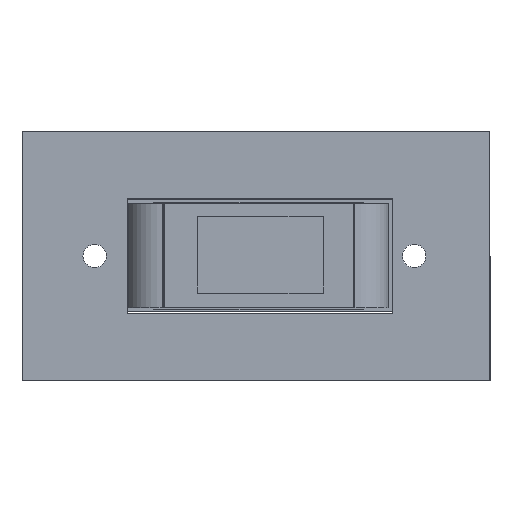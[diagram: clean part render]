
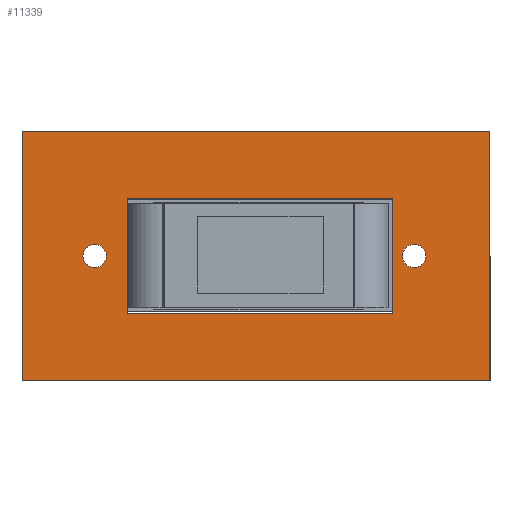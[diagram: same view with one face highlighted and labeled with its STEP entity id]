
A CAD part, front view. The second image highlights one B-rep face of the part: STEP entity #11339.
In plain terms, the highlighted planar face has unit normal (0, -1, 0).
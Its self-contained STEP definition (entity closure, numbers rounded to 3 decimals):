
#651=CIRCLE('',#11992,0.75);
#653=CIRCLE('',#11995,0.75);
#764=FACE_BOUND('',#2051,.T.);
#765=FACE_BOUND('',#2052,.T.);
#766=FACE_BOUND('',#2053,.T.);
#1356=FACE_OUTER_BOUND('',#2050,.T.);
#2050=EDGE_LOOP('',(#10181,#10182,#10183,#10184));
#2051=EDGE_LOOP('',(#10185));
#2052=EDGE_LOOP('',(#10186));
#2053=EDGE_LOOP('',(#10187,#10188,#10189,#10190));
#3425=LINE('',#17726,#4818);
#3429=LINE('',#17733,#4822);
#3432=LINE('',#17739,#4825);
#3434=LINE('',#17742,#4827);
#3437=LINE('',#17750,#4830);
#3440=LINE('',#17756,#4833);
#3443=LINE('',#17762,#4836);
#3446=LINE('',#17766,#4839);
#4818=VECTOR('',#14699,10.);
#4822=VECTOR('',#14705,10.);
#4825=VECTOR('',#14710,10.);
#4827=VECTOR('',#14714,10.);
#4830=VECTOR('',#14719,10.);
#4833=VECTOR('',#14724,10.);
#4836=VECTOR('',#14729,10.);
#4839=VECTOR('',#14734,10.);
#5767=VERTEX_POINT('',#17626);
#5769=VERTEX_POINT('',#17632);
#5800=VERTEX_POINT('',#17723);
#5801=VERTEX_POINT('',#17725);
#5803=VERTEX_POINT('',#17731);
#5805=VERTEX_POINT('',#17737);
#5808=VERTEX_POINT('',#17747);
#5809=VERTEX_POINT('',#17749);
#5811=VERTEX_POINT('',#17755);
#5813=VERTEX_POINT('',#17761);
#7203=EDGE_CURVE('',#5767,#5767,#651,.T.);
#7206=EDGE_CURVE('',#5769,#5769,#653,.T.);
#7251=EDGE_CURVE('',#5801,#5800,#3425,.T.);
#7255=EDGE_CURVE('',#5800,#5803,#3429,.T.);
#7258=EDGE_CURVE('',#5803,#5805,#3432,.T.);
#7260=EDGE_CURVE('',#5805,#5801,#3434,.T.);
#7263=EDGE_CURVE('',#5809,#5808,#3437,.T.);
#7266=EDGE_CURVE('',#5811,#5809,#3440,.T.);
#7269=EDGE_CURVE('',#5813,#5811,#3443,.T.);
#7272=EDGE_CURVE('',#5808,#5813,#3446,.T.);
#10181=ORIENTED_EDGE('',*,*,#7272,.T.);
#10182=ORIENTED_EDGE('',*,*,#7269,.T.);
#10183=ORIENTED_EDGE('',*,*,#7266,.T.);
#10184=ORIENTED_EDGE('',*,*,#7263,.T.);
#10185=ORIENTED_EDGE('',*,*,#7203,.T.);
#10186=ORIENTED_EDGE('',*,*,#7206,.T.);
#10187=ORIENTED_EDGE('',*,*,#7260,.T.);
#10188=ORIENTED_EDGE('',*,*,#7251,.T.);
#10189=ORIENTED_EDGE('',*,*,#7255,.T.);
#10190=ORIENTED_EDGE('',*,*,#7258,.T.);
#10749=PLANE('',#12025);
#11339=ADVANCED_FACE('',(#1356,#764,#765,#766),#10749,.T.);
#11992=AXIS2_PLACEMENT_3D('',#17628,#14610,#14611);
#11995=AXIS2_PLACEMENT_3D('',#17634,#14617,#14618);
#12025=AXIS2_PLACEMENT_3D('',#17768,#14737,#14738);
#14610=DIRECTION('center_axis',(0.,1.,0.));
#14611=DIRECTION('ref_axis',(1.,0.,0.));
#14617=DIRECTION('center_axis',(0.,1.,0.));
#14618=DIRECTION('ref_axis',(1.,0.,0.));
#14699=DIRECTION('',(0.,0.,1.));
#14705=DIRECTION('',(1.,0.,0.));
#14710=DIRECTION('',(0.,0.,-1.));
#14714=DIRECTION('',(-1.,0.,0.));
#14719=DIRECTION('',(1.,0.,0.));
#14724=DIRECTION('',(0.,0.,-1.));
#14729=DIRECTION('',(-1.,0.,0.));
#14734=DIRECTION('',(0.,0.,1.));
#14737=DIRECTION('center_axis',(0.,-1.,0.));
#14738=DIRECTION('ref_axis',(0.,0.,-1.));
#17626=CARTESIAN_POINT('',(-20.854,-4.8,0.));
#17628=CARTESIAN_POINT('Origin',(-20.104,-4.8,0.));
#17632=CARTESIAN_POINT('',(-0.374,-4.8,0.));
#17634=CARTESIAN_POINT('Origin',(0.376,-4.8,0.));
#17723=CARTESIAN_POINT('',(-18.,-4.8,3.703));
#17725=CARTESIAN_POINT('',(-18.,-4.8,-3.697));
#17726=CARTESIAN_POINT('',(-18.,-4.8,1.852));
#17731=CARTESIAN_POINT('',(-1.,-4.8,3.703));
#17733=CARTESIAN_POINT('',(-5.382,-4.8,3.703));
#17737=CARTESIAN_POINT('',(-1.,-4.8,-3.697));
#17739=CARTESIAN_POINT('',(-1.,-4.8,-1.848));
#17742=CARTESIAN_POINT('',(-13.882,-4.8,-3.697));
#17747=CARTESIAN_POINT('',(5.237,-4.8,-8.));
#17749=CARTESIAN_POINT('',(-24.763,-4.8,-8.));
#17750=CARTESIAN_POINT('',(5.237,-4.8,-8.));
#17755=CARTESIAN_POINT('',(-24.763,-4.8,8.));
#17756=CARTESIAN_POINT('',(-24.763,-4.8,-8.));
#17761=CARTESIAN_POINT('',(5.237,-4.8,8.));
#17762=CARTESIAN_POINT('',(-24.763,-4.8,8.));
#17766=CARTESIAN_POINT('',(5.237,-4.8,8.));
#17768=CARTESIAN_POINT('Origin',(-9.763,-4.8,0.));
